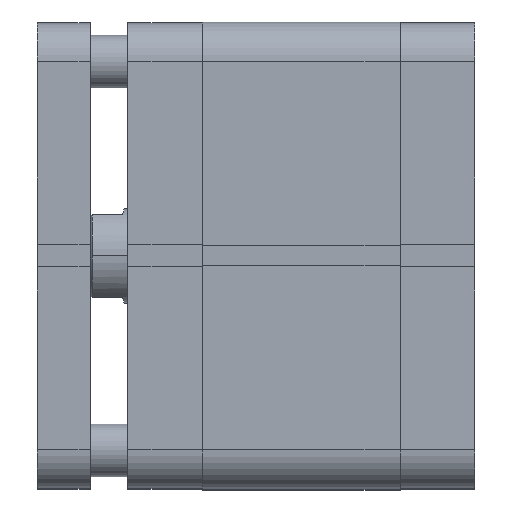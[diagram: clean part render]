
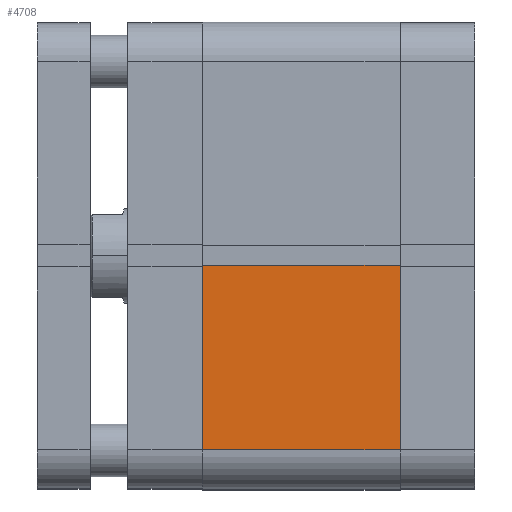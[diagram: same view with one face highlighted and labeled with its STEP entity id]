
A CAD part, top view. The second image highlights one B-rep face of the part: STEP entity #4708.
In plain terms, the highlighted face is planar.
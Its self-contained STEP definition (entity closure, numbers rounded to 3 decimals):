
#268 = CARTESIAN_POINT ( 'NONE',  ( 51.5, 62., -52.5 ) ) ;
#307 = CARTESIAN_POINT ( 'NONE',  ( 2.6, 62., -52.5 ) ) ;
#309 = CARTESIAN_POINT ( 'NONE',  ( 2.6, 62., 0. ) ) ;
#717 = VERTEX_POINT ( 'NONE', #309 ) ;
#718 = VERTEX_POINT ( 'NONE', #307 ) ;
#729 = VERTEX_POINT ( 'NONE', #268 ) ;
#1365 = EDGE_LOOP ( 'NONE', ( #5099, #5098, #5097, #5096 ) ) ;
#3043 = PLANE ( 'NONE',  #3142 ) ;
#3046 = CARTESIAN_POINT ( 'NONE',  ( 2.6, 62., -52.5 ) ) ;
#3055 = DIRECTION ( 'NONE',  ( 0., 1., 0. ) ) ;
#3056 = DIRECTION ( 'NONE',  ( 0., 0., 1. ) ) ;
#3081 = CARTESIAN_POINT ( 'NONE',  ( 51.5, 62., 0. ) ) ;
#3142 = AXIS2_PLACEMENT_3D ( 'NONE', #3046, #3055, #3056 ) ;
#3555 = EDGE_CURVE ( 'NONE', #8607, #717, #5585, .T. ) ;
#3556 = EDGE_CURVE ( 'NONE', #729, #8607, #5587, .T. ) ;
#3559 = EDGE_CURVE ( 'NONE', #718, #717, #5593, .T. ) ;
#3561 = EDGE_CURVE ( 'NONE', #729, #718, #5590, .T. ) ;
#4708 = ADVANCED_FACE ( 'NONE', ( #8059 ), #3043, .T. ) ;
#5096 = ORIENTED_EDGE ( 'NONE', *, *, #3559, .T. ) ;
#5097 = ORIENTED_EDGE ( 'NONE', *, *, #3561, .T. ) ;
#5098 = ORIENTED_EDGE ( 'NONE', *, *, #3556, .F. ) ;
#5099 = ORIENTED_EDGE ( 'NONE', *, *, #3555, .F. ) ;
#5584 = VECTOR ( 'NONE', #6216, 1000. ) ;
#5585 = LINE ( 'NONE', #6202, #5586 ) ;
#5586 = VECTOR ( 'NONE', #6203, 1000. ) ;
#5587 = LINE ( 'NONE', #6204, #5588 ) ;
#5588 = VECTOR ( 'NONE', #6205, 1000. ) ;
#5590 = LINE ( 'NONE', #6215, #5584 ) ;
#5593 = LINE ( 'NONE', #6210, #5594 ) ;
#5594 = VECTOR ( 'NONE', #6211, 1000. ) ;
#6202 = CARTESIAN_POINT ( 'NONE',  ( 2.6, 62., 0. ) ) ;
#6203 = DIRECTION ( 'NONE',  ( -1., 0., 0. ) ) ;
#6204 = CARTESIAN_POINT ( 'NONE',  ( 51.5, 62., -52.5 ) ) ;
#6205 = DIRECTION ( 'NONE',  ( 0., 0., 1. ) ) ;
#6210 = CARTESIAN_POINT ( 'NONE',  ( 2.6, 62., -52.5 ) ) ;
#6211 = DIRECTION ( 'NONE',  ( 0., 0., 1. ) ) ;
#6215 = CARTESIAN_POINT ( 'NONE',  ( 2.6, 62., -52.5 ) ) ;
#6216 = DIRECTION ( 'NONE',  ( -1., 0., 0. ) ) ;
#8059 = FACE_OUTER_BOUND ( 'NONE', #1365, .T. ) ;
#8607 = VERTEX_POINT ( 'NONE', #3081 ) ;
